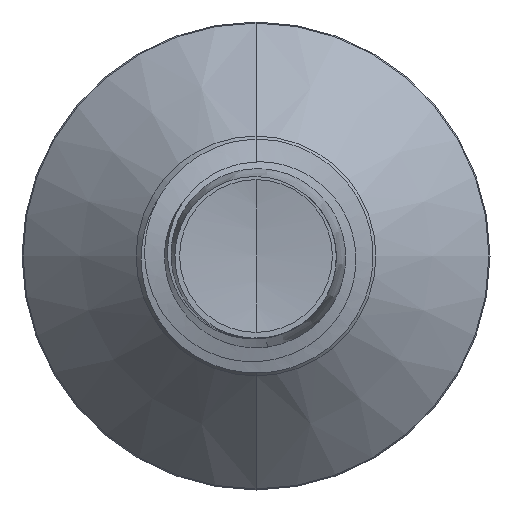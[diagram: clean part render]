
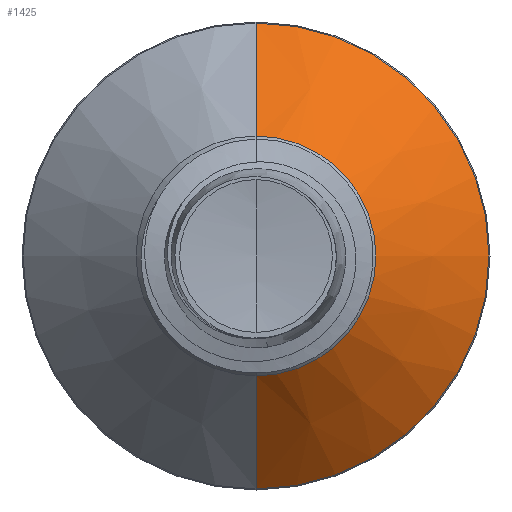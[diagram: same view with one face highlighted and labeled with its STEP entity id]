
A CAD part, front view. The second image highlights one B-rep face of the part: STEP entity #1425.
In plain terms, the highlighted conical face has half-angle 45 degrees and reference radius 2.563 mm.
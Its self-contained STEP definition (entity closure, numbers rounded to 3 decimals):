
#506 = ORIENTED_EDGE ( 'NONE', *, *, #1242, .F. ) ;
#972 = FACE_OUTER_BOUND ( 'NONE', #8985, .T. ) ;
#1242 = EDGE_CURVE ( 'NONE', #6998, #8795, #2938, .T. ) ;
#1425 = ADVANCED_FACE ( 'NONE', ( #972 ), #6416, .T. ) ;
#1525 = EDGE_CURVE ( 'NONE', #3985, #8795, #10796, .T. ) ;
#2032 = EDGE_CURVE ( 'NONE', #5370, #3985, #8582, .T. ) ;
#2938 = CIRCLE ( 'NONE', #8344, 4.978 ) ;
#3846 = CARTESIAN_POINT ( 'NONE',  ( 0., 1.813, -2.563 ) ) ;
#3985 = VERTEX_POINT ( 'NONE', #3846 ) ;
#4483 = ORIENTED_EDGE ( 'NONE', *, *, #6284, .F. ) ;
#4681 = DIRECTION ( 'NONE',  ( 0., 0., 1. ) ) ;
#4872 = CARTESIAN_POINT ( 'NONE',  ( 0., 1.813, 0. ) ) ;
#5167 = DIRECTION ( 'NONE',  ( 0., 1., 0. ) ) ;
#5370 = VERTEX_POINT ( 'NONE', #8230 ) ;
#5895 = DIRECTION ( 'NONE',  ( 0., 1., 0. ) ) ;
#5944 = DIRECTION ( 'NONE',  ( 0., 0., 1. ) ) ;
#6182 = CARTESIAN_POINT ( 'NONE',  ( 0., 4.228, 4.978 ) ) ;
#6242 = VECTOR ( 'NONE', #10430, 1000. ) ;
#6284 = EDGE_CURVE ( 'NONE', #5370, #6998, #9786, .T. ) ;
#6416 = CONICAL_SURFACE ( 'NONE', #8233, 2.563, 0.785 ) ;
#6668 = CARTESIAN_POINT ( 'NONE',  ( 0., 1.813, 2.563 ) ) ;
#6976 = DIRECTION ( 'NONE',  ( 0., 1., 0. ) ) ;
#6998 = VERTEX_POINT ( 'NONE', #6182 ) ;
#7060 = CARTESIAN_POINT ( 'NONE',  ( 0., 4.228, 0. ) ) ;
#7172 = DIRECTION ( 'NONE',  ( 0., 0.707, 0.707 ) ) ;
#7538 = CARTESIAN_POINT ( 'NONE',  ( 0., 4.228, -4.978 ) ) ;
#7627 = ORIENTED_EDGE ( 'NONE', *, *, #2032, .T. ) ;
#7708 = AXIS2_PLACEMENT_3D ( 'NONE', #8411, #5167, #8857 ) ;
#8230 = CARTESIAN_POINT ( 'NONE',  ( 0., 1.813, 2.563 ) ) ;
#8233 = AXIS2_PLACEMENT_3D ( 'NONE', #4872, #5895, #5944 ) ;
#8286 = VECTOR ( 'NONE', #7172, 1000. ) ;
#8344 = AXIS2_PLACEMENT_3D ( 'NONE', #7060, #6976, #4681 ) ;
#8411 = CARTESIAN_POINT ( 'NONE',  ( 0., 1.813, 0. ) ) ;
#8582 = CIRCLE ( 'NONE', #7708, 2.563 ) ;
#8795 = VERTEX_POINT ( 'NONE', #7538 ) ;
#8810 = ORIENTED_EDGE ( 'NONE', *, *, #1525, .T. ) ;
#8857 = DIRECTION ( 'NONE',  ( 0., 0., 1. ) ) ;
#8985 = EDGE_LOOP ( 'NONE', ( #7627, #8810, #506, #4483 ) ) ;
#9676 = CARTESIAN_POINT ( 'NONE',  ( 0., 1.813, -2.563 ) ) ;
#9786 = LINE ( 'NONE', #6668, #8286 ) ;
#10430 = DIRECTION ( 'NONE',  ( 0., 0.707, -0.707 ) ) ;
#10796 = LINE ( 'NONE', #9676, #6242 ) ;
